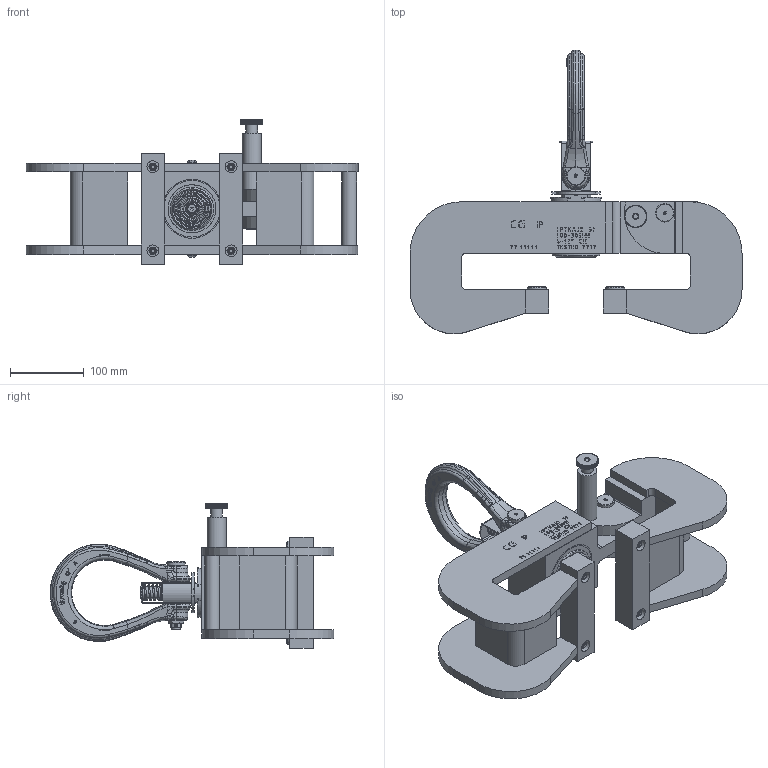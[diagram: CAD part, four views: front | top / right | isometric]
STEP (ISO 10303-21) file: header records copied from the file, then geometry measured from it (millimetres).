
FILE_DESCRIPTION(/* description */ ('Klem 5 TKAJ2.'),/* implementation_level */ '2;1');
FILE_NAME(/* name */ '7115().stp',/* time_stamp */ '2019-05-07T07:36:29+02:00',/* author */ ('kees'),/* organization */ (''),/* preprocessor_version */ 'ST-DEVELOPER v17.2',/* originating_system */ 'Autodesk Inventor 2019',/* authorisation */ '');
FILE_SCHEMA (('AUTOMOTIVE_DESIGN { 1 0 10303 214 3 1 1 }'));
Products named in the file (37): 5TKAJ2.; 5TKAJ2.0006; 5TKAJ2.2028; 5TKAJ2.0028; 5TKAJ2.0028_1; 5TKA0302; 5TKAJ2.0005; 5TKAJ2.1520; 5TKAJ2.1230; 5TKA0301; 5TKA0200; 5TKA0023; 5TKAJ2.1133; 5TKA0239; 1IP0021; ISO 4762 - M6 x 25; ISO 10511 - M6; 5TKA0107; ISO 8752 - 6 x 30 - A; 5TKA0067; C0600-059-3000M; DIN 466 M8; 5TKA1075; 5TKA1325; 5TKA0245; 5TKA0190; ISO 4028 - M6 x 6; 5TKA1313; ISO 10642 - M6 x 16; 5TKA0061; C0850-068-1250M; 5TKA0097; 3TKU0016; 3TKU9016; 3TKU0019; DIN 979 - M12; ISO 8752 - 2.5 x 18 - A
Assembly tree (49 placements, depth 4):
  5TKAJ2.
    5TKAJ2.0006
      5TKAJ2.2028
        5TKAJ2.0028
      5TKAJ2.0028_1
      5TKA0302
      5TKA0301
      5TKAJ2.0005
      5TKA0239
    5TKAJ2.1520
      5TKAJ2.1230  x2
      5TKA0301
      5TKA0200
      5TKA0023
      5TKAJ2.1133
      5TKA0239
    1IP0021  x4
    ISO 4762 - M6 x 25  x4
    ISO 10511 - M6  x4
    5TKA0107
    ISO 8752 - 6 x 30 - A
    5TKA0067
    C0600-059-3000M
    DIN 466 M8
    5TKA1075
    5TKA1325
    5TKA0245
    5TKA0190
    ISO 4028 - M6 x 6  x2
    5TKA1313
    ISO 10642 - M6 x 16
    5TKA0061
    C0850-068-1250M
    5TKA0097
    3TKU0016
      3TKU9016
    3TKU0019
    DIN 979 - M12
    ISO 8752 - 2.5 x 18 - A
Bounding box: 450 x 384.66 x 195.5 mm (x, y, z)
Volume: 2956539.2 mm3; surface area: 657606.2 mm2
Topology: 45 solids, 45 shells, 2292 faces, 5905 edges, 3825 vertices
Faces by surface type: plane 1201, bspline 463, cylinder 312, cone 257, torus 53, sphere 6
Full cylindrical faces by diameter (mm): 1.155 x2, 2.5 x1, 4 x2, 4.2 x2, 4.917 x7, 6 x8, 6.5 x5, 6.8 x1, 8 x5, 8.9 x4, 10 x4, 10.106 x1, 11 x5, 11.34 x1, 12 x3, 12.497 x1, 12.7 x1, 16 x9, 16.6 x1, 18.75 x2, 19 x6, 20 x4, 20.041 x1, 20.244 x2, 24.867 x1, 25 x1, 25.75 x4, 26 x5, 48 x1, 58.75 x1
Entity records: 79923 total; most frequent: CARTESIAN_POINT 29955, ORIENTED_EDGE 10892, DIRECTION 8817, EDGE_CURVE 5446, VERTEX_POINT 3514, LINE 3113, VECTOR 3113, AXIS2_PLACEMENT_3D 2852
